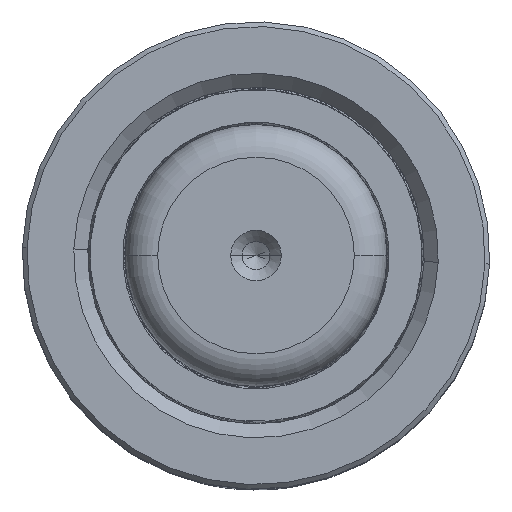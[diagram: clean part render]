
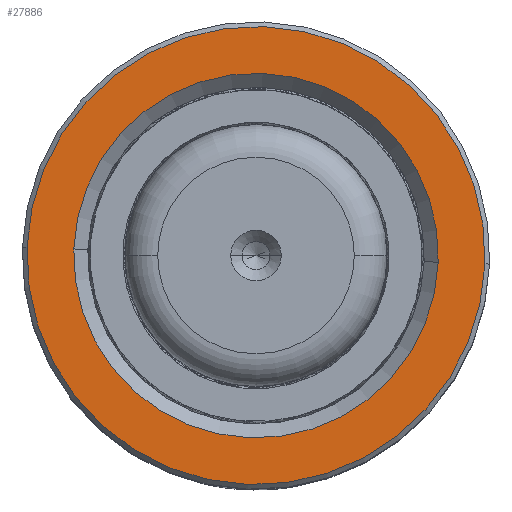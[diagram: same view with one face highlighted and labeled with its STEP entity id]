
A CAD part, top view. The second image highlights one B-rep face of the part: STEP entity #27886.
In plain terms, the highlighted planar face has unit normal (0, 0, 1).
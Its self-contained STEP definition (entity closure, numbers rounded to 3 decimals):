
#2033 = DIRECTION ( 'NONE',  ( 1., 0., 0. ) ) ;
#2799 = CARTESIAN_POINT ( 'NONE',  ( 0., 0., 50. ) ) ;
#3909 = PLANE ( 'NONE',  #19293 ) ;
#10282 = EDGE_CURVE ( 'NONE', #34047, #25282, #29621, .T. ) ;
#10434 = CIRCLE ( 'NONE', #37755, 19.5 ) ;
#11553 = DIRECTION ( 'NONE',  ( 0., 0., 1. ) ) ;
#12029 = DIRECTION ( 'NONE',  ( 0., 0., -1. ) ) ;
#12486 = AXIS2_PLACEMENT_3D ( 'NONE', #37759, #22415, #34382 ) ;
#12845 = CARTESIAN_POINT ( 'NONE',  ( 24.5, 0., 50. ) ) ;
#13233 = AXIS2_PLACEMENT_3D ( 'NONE', #2799, #11553, #2033 ) ;
#13884 = DIRECTION ( 'NONE',  ( 0., 0., 1. ) ) ;
#14421 = VERTEX_POINT ( 'NONE', #12845 ) ;
#14860 = ORIENTED_EDGE ( 'NONE', *, *, #25533, .T. ) ;
#15850 = DIRECTION ( 'NONE',  ( 1., 0., 0. ) ) ;
#15907 = EDGE_CURVE ( 'NONE', #23123, #14421, #22761, .T. ) ;
#19293 = AXIS2_PLACEMENT_3D ( 'NONE', #34733, #19606, #15850 ) ;
#19606 = DIRECTION ( 'NONE',  ( 0., 0., 1. ) ) ;
#21079 = EDGE_LOOP ( 'NONE', ( #25446, #14860 ) ) ;
#22415 = DIRECTION ( 'NONE',  ( 0., 0., -1. ) ) ;
#22486 = CARTESIAN_POINT ( 'NONE',  ( 19.5, 0., 50. ) ) ;
#22576 = FACE_OUTER_BOUND ( 'NONE', #21079, .T. ) ;
#22761 = CIRCLE ( 'NONE', #13233, 24.5 ) ;
#23021 = CIRCLE ( 'NONE', #30669, 24.5 ) ;
#23123 = VERTEX_POINT ( 'NONE', #28919 ) ;
#25282 = VERTEX_POINT ( 'NONE', #22486 ) ;
#25446 = ORIENTED_EDGE ( 'NONE', *, *, #15907, .T. ) ;
#25533 = EDGE_CURVE ( 'NONE', #14421, #23123, #23021, .T. ) ;
#27886 = ADVANCED_FACE ( 'NONE', ( #22576, #31149 ), #3909, .T. ) ;
#28412 = CARTESIAN_POINT ( 'NONE',  ( 0., 0., 50. ) ) ;
#28919 = CARTESIAN_POINT ( 'NONE',  ( -24.5, 0., 50. ) ) ;
#29202 = EDGE_CURVE ( 'NONE', #25282, #34047, #10434, .T. ) ;
#29621 = CIRCLE ( 'NONE', #12486, 19.5 ) ;
#30120 = CARTESIAN_POINT ( 'NONE',  ( 0., 0., 50. ) ) ;
#30518 = DIRECTION ( 'NONE',  ( 1., 0., 0. ) ) ;
#30669 = AXIS2_PLACEMENT_3D ( 'NONE', #28412, #13884, #38174 ) ;
#31014 = ORIENTED_EDGE ( 'NONE', *, *, #10282, .T. ) ;
#31149 = FACE_BOUND ( 'NONE', #32024, .T. ) ;
#32024 = EDGE_LOOP ( 'NONE', ( #34812, #31014 ) ) ;
#33604 = CARTESIAN_POINT ( 'NONE',  ( -19.5, 0., 50. ) ) ;
#34047 = VERTEX_POINT ( 'NONE', #33604 ) ;
#34382 = DIRECTION ( 'NONE',  ( 1., 0., 0. ) ) ;
#34733 = CARTESIAN_POINT ( 'NONE',  ( 0., 0., 50. ) ) ;
#34812 = ORIENTED_EDGE ( 'NONE', *, *, #29202, .T. ) ;
#37755 = AXIS2_PLACEMENT_3D ( 'NONE', #30120, #12029, #30518 ) ;
#37759 = CARTESIAN_POINT ( 'NONE',  ( 0., 0., 50. ) ) ;
#38174 = DIRECTION ( 'NONE',  ( 1., 0., 0. ) ) ;
